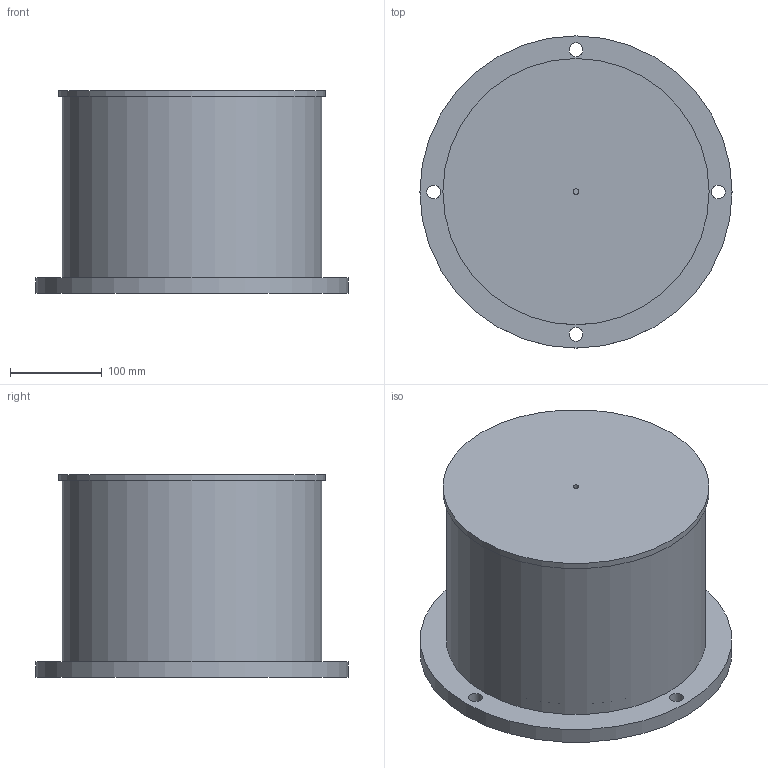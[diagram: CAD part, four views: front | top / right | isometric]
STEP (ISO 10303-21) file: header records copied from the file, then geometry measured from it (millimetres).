
FILE_DESCRIPTION(/* description */ (''),/* implementation_level */ '2;1');
FILE_NAME(/* name */ 'VBF 250 R1.stp.stp',/* time_stamp */ '2022-01-19T11:35:07+00:00',/* author */ ('Sandfield Engineering'),/* organization */ ('Sandfield Engineering'),/* preprocessor_version */ 'ST-DEVELOPER v18.1',/* originating_system */ 'Autodesk Inventor 2021',/* authorisation */ '');
FILE_SCHEMA (('AUTOMOTIVE_DESIGN { 1 0 10303 214 3 1 1 }'));
Length unit declared in the file: millimetre
Products named in the file (1): VBF 250 R1.stp
Bounding box: 340 x 340 x 221 mm (x, y, z)
Volume: 3055418.2 mm3; surface area: 674439.2 mm2
Topology: 1 solids, 1 shells, 15 faces, 33 edges, 24 vertices
Faces by surface type: cylinder 9, plane 6
Full cylindrical faces by diameter (mm): 6.35 x1, 14.986 x4, 280 x1, 283 x1, 290 x1, 340 x1
Entity records: 525 total; most frequent: DIRECTION 89, CARTESIAN_POINT 73, ORIENTED_EDGE 66, AXIS2_PLACEMENT_3D 40, EDGE_CURVE 33, EDGE_LOOP 27, CIRCLE 24, VERTEX_POINT 24
